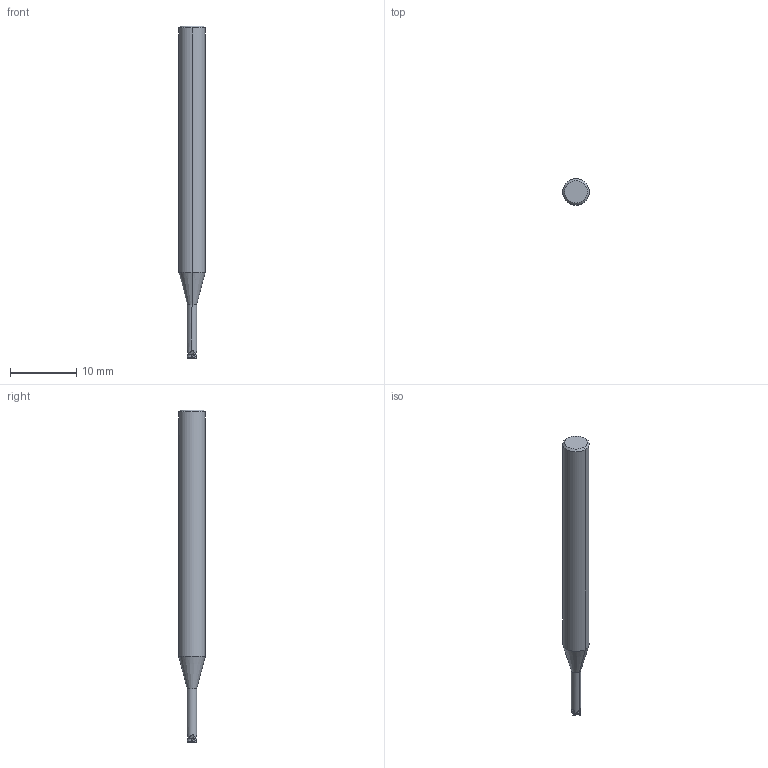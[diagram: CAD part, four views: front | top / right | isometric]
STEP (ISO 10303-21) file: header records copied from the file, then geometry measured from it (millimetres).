
FILE_DESCRIPTION(('no description'),'unknown implementation level');
FILE_NAME('solidxHqmWylJLzLGCx4lNMIvkVbYxVg_1.STP',' ',('CIM GmbH Aachen'),('CADClick - KiM GmbH - www.kimweb.de'),'unknown preprocess','ACIS','unknown authorization');
FILE_SCHEMA(('automotive_design'));
Length unit declared in the file: millimetre
Products named in the file (2): 1; 2
Bounding box: 4 x 4 x 50 mm (x, y, z)
Volume: 507.8 mm3; surface area: 559.4 mm2
Topology: 2 solids, 2 shells, 84 faces, 235 edges, 155 vertices
Faces by surface type: plane 31, bspline 16, revolution 12, cylinder 11, cone 8, torus 6
Entity records: 7408 total; most frequent: CARTESIAN_POINT 2803, STYLED_ITEM 476, PRESENTATION_STYLE_ASSIGNMENT 476, COLOUR_RGB 476, ORIENTED_EDGE 470, DIRECTION 302, EDGE_CURVE 235, CURVE_STYLE 235
